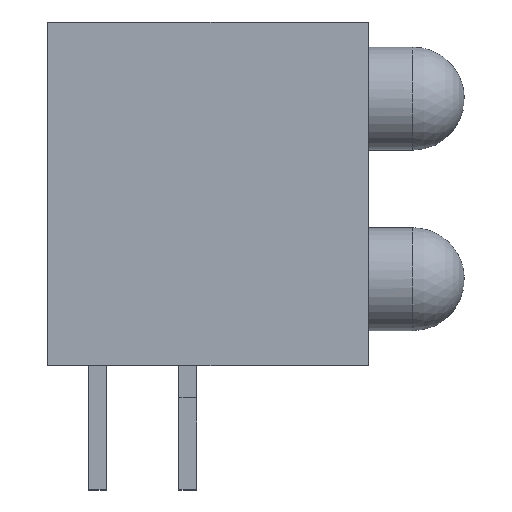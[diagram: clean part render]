
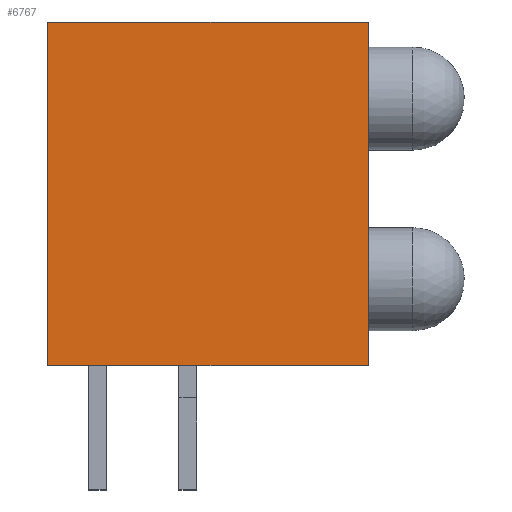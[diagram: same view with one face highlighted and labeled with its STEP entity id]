
A CAD part, top view. The second image highlights one B-rep face of the part: STEP entity #6767.
In plain terms, the highlighted planar face has unit normal (0, 0, 1).
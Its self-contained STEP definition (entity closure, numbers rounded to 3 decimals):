
#421=PLANE('',#7180);
#797=LINE('',#12641,#1559);
#883=LINE('',#12812,#1645);
#894=LINE('',#12831,#1656);
#898=LINE('',#12836,#1660);
#1559=VECTOR('',#7611,9.65);
#1645=VECTOR('',#7719,9.02);
#1656=VECTOR('',#7738,9.02);
#1660=VECTOR('',#7744,9.65);
#2210=FACE_OUTER_BOUND('',#2616,.T.);
#2616=EDGE_LOOP('',(#5093,#5094,#5095,#5096));
#3252=VERTEX_POINT('',#12630);
#3256=VERTEX_POINT('',#12639);
#3330=VERTEX_POINT('',#12810);
#3334=VERTEX_POINT('',#12830);
#3929=EDGE_CURVE('',#3252,#3256,#797,.T.);
#4015=EDGE_CURVE('',#3256,#3330,#883,.T.);
#4026=EDGE_CURVE('',#3252,#3334,#894,.T.);
#4030=EDGE_CURVE('',#3334,#3330,#898,.T.);
#5093=ORIENTED_EDGE('',*,*,#4026,.F.);
#5094=ORIENTED_EDGE('',*,*,#3929,.T.);
#5095=ORIENTED_EDGE('',*,*,#4015,.T.);
#5096=ORIENTED_EDGE('',*,*,#4030,.F.);
#6767=ADVANCED_FACE('',(#2210),#421,.T.);
#7180=AXIS2_PLACEMENT_3D('',#12839,#7748,#7749);
#7611=DIRECTION('',(0.,1.,0.));
#7719=DIRECTION('',(-1.,0.,0.));
#7738=DIRECTION('',(-1.,0.,0.));
#7744=DIRECTION('',(0.,1.,0.));
#7748=DIRECTION('center_axis',(0.,0.,1.));
#7749=DIRECTION('ref_axis',(1.,0.,0.));
#12630=CARTESIAN_POINT('',(4.51,-4.825,3.5));
#12639=CARTESIAN_POINT('',(4.51,4.825,3.5));
#12641=CARTESIAN_POINT('',(4.51,-4.825,3.5));
#12810=CARTESIAN_POINT('',(-4.51,4.825,3.5));
#12812=CARTESIAN_POINT('',(4.51,4.825,3.5));
#12830=CARTESIAN_POINT('',(-4.51,-4.825,3.5));
#12831=CARTESIAN_POINT('',(4.51,-4.825,3.5));
#12836=CARTESIAN_POINT('',(-4.51,-4.825,3.5));
#12839=CARTESIAN_POINT('Origin',(0.,-10.416,
3.5));
